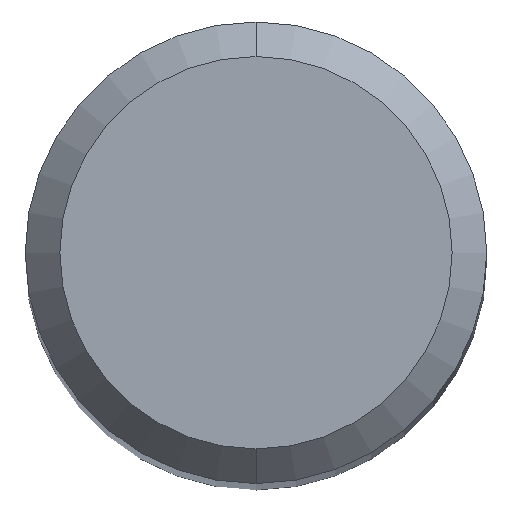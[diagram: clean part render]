
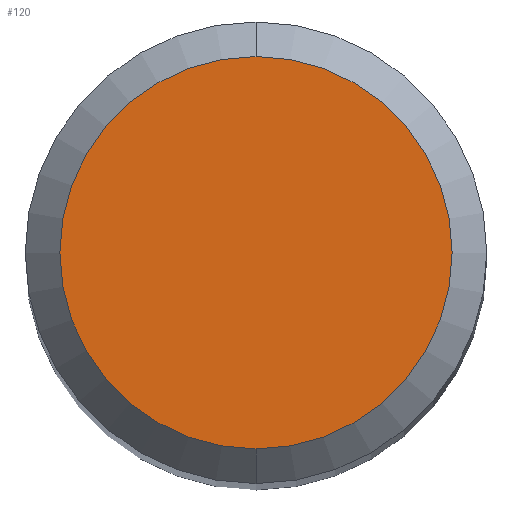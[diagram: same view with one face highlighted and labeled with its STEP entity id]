
A CAD part, top view. The second image highlights one B-rep face of the part: STEP entity #120.
In plain terms, the highlighted planar face has unit normal (0, 0, 1).
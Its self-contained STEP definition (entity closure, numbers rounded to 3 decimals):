
#120=ADVANCED_FACE('',(#270),#271,.T.);
#136=EDGE_CURVE('',#160,#176,#290,.T.);
#156=EDGE_CURVE('',#176,#160,#314,.T.);
#160=VERTEX_POINT('',#318);
#176=VERTEX_POINT('',#336);
#270=FACE_OUTER_BOUND('',#439,.T.);
#271=PLANE('',#440);
#290=CIRCLE('',#464,1.7);
#314=CIRCLE('',#494,1.7);
#318=CARTESIAN_POINT('',(0.0,1.7,0.0));
#336=CARTESIAN_POINT('',(0.,-1.7,0.0));
#439=EDGE_LOOP('',(#616,#617));
#440=AXIS2_PLACEMENT_3D('',#618,#619,#620);
#464=AXIS2_PLACEMENT_3D('',#647,#648,#649);
#494=AXIS2_PLACEMENT_3D('',#683,#684,#685);
#616=ORIENTED_EDGE('',*,*,#136,.F.);
#617=ORIENTED_EDGE('',*,*,#156,.F.);
#618=CARTESIAN_POINT('',(0.0,0.85,0.0));
#619=DIRECTION('',(-0.0,0.0,1.0));
#620=DIRECTION('',(0.0,-1.0,0.0));
#647=CARTESIAN_POINT('',(0.0,0.0,0.0));
#648=DIRECTION('',(0.0,0.0,-1.0));
#649=DIRECTION('',(0.0,1.0,0.0));
#683=CARTESIAN_POINT('',(0.0,0.0,0.0));
#684=DIRECTION('',(0.0,0.0,-1.0));
#685=DIRECTION('',(0.0,1.0,0.0));
